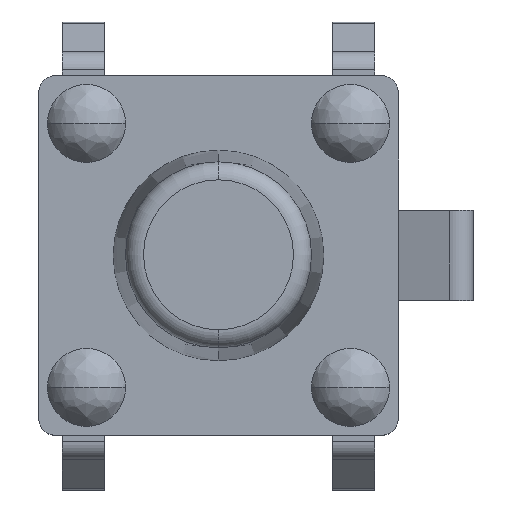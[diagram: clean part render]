
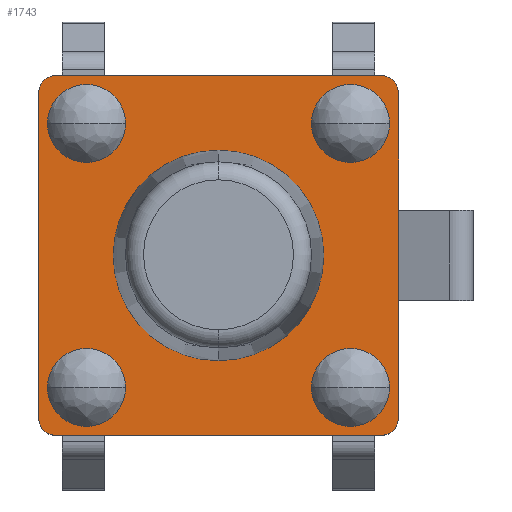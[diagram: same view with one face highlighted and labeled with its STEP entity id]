
A CAD part, top view. The second image highlights one B-rep face of the part: STEP entity #1743.
In plain terms, the highlighted planar face has unit normal (0, 0, 1).
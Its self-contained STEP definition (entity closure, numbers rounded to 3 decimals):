
#2=DIRECTION('',(0.,1.,0.));
#3=VECTOR('',#2,1.5);
#4=CARTESIAN_POINT('',(3.,-0.75,0.));
#5=LINE('',#4,#3);
#6=DIRECTION('',(0.,1.,0.));
#7=VECTOR('',#6,1.95);
#8=CARTESIAN_POINT('',(3.,-2.7,0.));
#9=LINE('',#8,#7);
#10=CARTESIAN_POINT('',(2.7,-2.7,0.));
#11=DIRECTION('',(0.,0.,1.));
#12=DIRECTION('',(0.,-1.,0.));
#13=AXIS2_PLACEMENT_3D('',#10,#11,#12);
#15=DIRECTION('',(1.,0.,0.));
#16=VECTOR('',#15,5.4);
#17=CARTESIAN_POINT('',(-2.7,-3.,0.));
#18=LINE('',#17,#16);
#19=CARTESIAN_POINT('',(-2.7,-2.7,0.));
#20=DIRECTION('',(0.,0.,1.));
#21=DIRECTION('',(-1.,0.,0.));
#22=AXIS2_PLACEMENT_3D('',#19,#20,#21);
#24=DIRECTION('',(0.,-1.,0.));
#25=VECTOR('',#24,5.4);
#26=CARTESIAN_POINT('',(-3.,2.7,0.));
#27=LINE('',#26,#25);
#28=CARTESIAN_POINT('',(-2.7,2.7,0.));
#29=DIRECTION('',(0.,0.,1.));
#30=DIRECTION('',(0.,1.,0.));
#31=AXIS2_PLACEMENT_3D('',#28,#29,#30);
#33=DIRECTION('',(-1.,0.,0.));
#34=VECTOR('',#33,5.4);
#35=CARTESIAN_POINT('',(2.7,3.,0.));
#36=LINE('',#35,#34);
#37=CARTESIAN_POINT('',(2.7,2.7,0.));
#38=DIRECTION('',(0.,0.,1.));
#39=DIRECTION('',(1.,0.,0.));
#40=AXIS2_PLACEMENT_3D('',#37,#38,#39);
#42=DIRECTION('',(0.,1.,0.));
#43=VECTOR('',#42,1.95);
#44=CARTESIAN_POINT('',(3.,0.75,0.));
#45=LINE('',#44,#43);
#46=CARTESIAN_POINT('',(0.,0.,0.));
#47=DIRECTION('',(0.,0.,1.));
#48=DIRECTION('',(0.,1.,0.));
#49=AXIS2_PLACEMENT_3D('',#46,#47,#48);
#51=CARTESIAN_POINT('',(0.,0.,0.));
#52=DIRECTION('',(0.,0.,1.));
#53=DIRECTION('',(0.,-1.,0.));
#54=AXIS2_PLACEMENT_3D('',#51,#52,#53);
#56=CARTESIAN_POINT('',(2.2,-2.2,0.));
#57=DIRECTION('',(0.,0.,1.));
#58=DIRECTION('',(-1.,0.,0.));
#59=AXIS2_PLACEMENT_3D('',#56,#57,#58);
#61=CARTESIAN_POINT('',(2.2,-2.2,0.));
#62=DIRECTION('',(0.,0.,1.));
#63=DIRECTION('',(1.,0.,0.));
#64=AXIS2_PLACEMENT_3D('',#61,#62,#63);
#66=CARTESIAN_POINT('',(-2.2,-2.2,0.));
#67=DIRECTION('',(0.,0.,1.));
#68=DIRECTION('',(-1.,0.,0.));
#69=AXIS2_PLACEMENT_3D('',#66,#67,#68);
#71=CARTESIAN_POINT('',(-2.2,-2.2,0.));
#72=DIRECTION('',(0.,0.,1.));
#73=DIRECTION('',(1.,0.,0.));
#74=AXIS2_PLACEMENT_3D('',#71,#72,#73);
#76=CARTESIAN_POINT('',(-2.2,2.2,0.));
#77=DIRECTION('',(0.,0.,1.));
#78=DIRECTION('',(-1.,0.,0.));
#79=AXIS2_PLACEMENT_3D('',#76,#77,#78);
#81=CARTESIAN_POINT('',(-2.2,2.2,0.));
#82=DIRECTION('',(0.,0.,1.));
#83=DIRECTION('',(1.,0.,0.));
#84=AXIS2_PLACEMENT_3D('',#81,#82,#83);
#86=CARTESIAN_POINT('',(2.2,2.2,0.));
#87=DIRECTION('',(0.,0.,1.));
#88=DIRECTION('',(-1.,0.,0.));
#89=AXIS2_PLACEMENT_3D('',#86,#87,#88);
#91=CARTESIAN_POINT('',(2.2,2.2,0.));
#92=DIRECTION('',(0.,0.,1.));
#93=DIRECTION('',(1.,0.,0.));
#94=AXIS2_PLACEMENT_3D('',#91,#92,#93);
#1294=CARTESIAN_POINT('',(-2.7,3.,0.));
#1295=CARTESIAN_POINT('',(-3.,2.7,0.));
#1296=VERTEX_POINT('',#1294);
#1297=VERTEX_POINT('',#1295);
#1298=CARTESIAN_POINT('',(-3.,-2.7,0.));
#1299=VERTEX_POINT('',#1298);
#1300=CARTESIAN_POINT('',(-2.7,-3.,0.));
#1301=VERTEX_POINT('',#1300);
#1302=CARTESIAN_POINT('',(2.7,-3.,0.));
#1303=VERTEX_POINT('',#1302);
#1304=CARTESIAN_POINT('',(3.,-2.7,0.));
#1305=VERTEX_POINT('',#1304);
#1306=CARTESIAN_POINT('',(3.,2.7,0.));
#1307=CARTESIAN_POINT('',(2.7,3.,0.));
#1308=VERTEX_POINT('',#1306);
#1309=VERTEX_POINT('',#1307);
#1330=CARTESIAN_POINT('',(3.,-0.75,0.));
#1331=CARTESIAN_POINT('',(3.,0.75,0.));
#1332=VERTEX_POINT('',#1330);
#1333=VERTEX_POINT('',#1331);
#1650=CARTESIAN_POINT('',(0.,1.755,0.));
#1651=CARTESIAN_POINT('',(0.,-1.755,0.));
#1652=VERTEX_POINT('',#1650);
#1653=VERTEX_POINT('',#1651);
#1658=CARTESIAN_POINT('',(1.55,-2.2,0.));
#1659=CARTESIAN_POINT('',(2.85,-2.2,0.));
#1660=VERTEX_POINT('',#1658);
#1661=VERTEX_POINT('',#1659);
#1666=CARTESIAN_POINT('',(-2.85,-2.2,0.));
#1667=CARTESIAN_POINT('',(-1.55,-2.2,0.));
#1668=VERTEX_POINT('',#1666);
#1669=VERTEX_POINT('',#1667);
#1674=CARTESIAN_POINT('',(-2.85,2.2,0.));
#1675=CARTESIAN_POINT('',(-1.55,2.2,0.));
#1676=VERTEX_POINT('',#1674);
#1677=VERTEX_POINT('',#1675);
#1682=CARTESIAN_POINT('',(1.55,2.2,0.));
#1683=CARTESIAN_POINT('',(2.85,2.2,0.));
#1684=VERTEX_POINT('',#1682);
#1685=VERTEX_POINT('',#1683);
#1686=CARTESIAN_POINT('',(0.,0.,0.));
#1687=DIRECTION('',(0.,0.,1.));
#1688=DIRECTION('',(1.,0.,0.));
#1689=AXIS2_PLACEMENT_3D('',#1686,#1687,#1688);
#1690=PLANE('',#1689);
#1692=ORIENTED_EDGE('',*,*,#1691,.F.);
#1694=ORIENTED_EDGE('',*,*,#1693,.F.);
#1696=ORIENTED_EDGE('',*,*,#1695,.F.);
#1698=ORIENTED_EDGE('',*,*,#1697,.F.);
#1700=ORIENTED_EDGE('',*,*,#1699,.F.);
#1702=ORIENTED_EDGE('',*,*,#1701,.F.);
#1704=ORIENTED_EDGE('',*,*,#1703,.F.);
#1706=ORIENTED_EDGE('',*,*,#1705,.F.);
#1708=ORIENTED_EDGE('',*,*,#1707,.F.);
#1710=ORIENTED_EDGE('',*,*,#1709,.F.);
#1711=EDGE_LOOP('',(#1692,#1694,#1696,#1698,#1700,#1702,#1704,#1706,#1708,
#1710));
#1712=FACE_OUTER_BOUND('',#1711,.F.);
#1714=ORIENTED_EDGE('',*,*,#1713,.T.);
#1716=ORIENTED_EDGE('',*,*,#1715,.T.);
#1717=EDGE_LOOP('',(#1714,#1716));
#1718=FACE_BOUND('',#1717,.F.);
#1720=ORIENTED_EDGE('',*,*,#1719,.T.);
#1722=ORIENTED_EDGE('',*,*,#1721,.T.);
#1723=EDGE_LOOP('',(#1720,#1722));
#1724=FACE_BOUND('',#1723,.F.);
#1726=ORIENTED_EDGE('',*,*,#1725,.T.);
#1728=ORIENTED_EDGE('',*,*,#1727,.T.);
#1729=EDGE_LOOP('',(#1726,#1728));
#1730=FACE_BOUND('',#1729,.F.);
#1732=ORIENTED_EDGE('',*,*,#1731,.T.);
#1734=ORIENTED_EDGE('',*,*,#1733,.T.);
#1735=EDGE_LOOP('',(#1732,#1734));
#1736=FACE_BOUND('',#1735,.F.);
#1738=ORIENTED_EDGE('',*,*,#1737,.T.);
#1740=ORIENTED_EDGE('',*,*,#1739,.T.);
#1741=EDGE_LOOP('',(#1738,#1740));
#1742=FACE_BOUND('',#1741,.F.);
#14=CIRCLE('',#13,0.3);
#23=CIRCLE('',#22,0.3);
#32=CIRCLE('',#31,0.3);
#41=CIRCLE('',#40,0.3);
#50=CIRCLE('',#49,1.755);
#55=CIRCLE('',#54,1.755);
#60=CIRCLE('',#59,0.65);
#65=CIRCLE('',#64,0.65);
#70=CIRCLE('',#69,0.65);
#75=CIRCLE('',#74,0.65);
#80=CIRCLE('',#79,0.65);
#85=CIRCLE('',#84,0.65);
#90=CIRCLE('',#89,0.65);
#95=CIRCLE('',#94,0.65);
#1691=EDGE_CURVE('',#1332,#1333,#5,.T.);
#1693=EDGE_CURVE('',#1305,#1332,#9,.T.);
#1695=EDGE_CURVE('',#1303,#1305,#14,.T.);
#1697=EDGE_CURVE('',#1301,#1303,#18,.T.);
#1699=EDGE_CURVE('',#1299,#1301,#23,.T.);
#1701=EDGE_CURVE('',#1297,#1299,#27,.T.);
#1703=EDGE_CURVE('',#1296,#1297,#32,.T.);
#1705=EDGE_CURVE('',#1309,#1296,#36,.T.);
#1707=EDGE_CURVE('',#1308,#1309,#41,.T.);
#1709=EDGE_CURVE('',#1333,#1308,#45,.T.);
#1713=EDGE_CURVE('',#1652,#1653,#50,.T.);
#1715=EDGE_CURVE('',#1653,#1652,#55,.T.);
#1719=EDGE_CURVE('',#1660,#1661,#60,.T.);
#1721=EDGE_CURVE('',#1661,#1660,#65,.T.);
#1725=EDGE_CURVE('',#1668,#1669,#70,.T.);
#1727=EDGE_CURVE('',#1669,#1668,#75,.T.);
#1731=EDGE_CURVE('',#1676,#1677,#80,.T.);
#1733=EDGE_CURVE('',#1677,#1676,#85,.T.);
#1737=EDGE_CURVE('',#1684,#1685,#90,.T.);
#1739=EDGE_CURVE('',#1685,#1684,#95,.T.);
#1743=ADVANCED_FACE('',(#1712,#1718,#1724,#1730,#1736,#1742),#1690,.T.);
